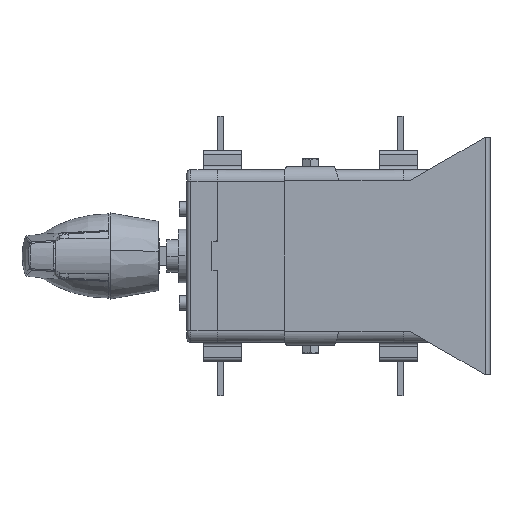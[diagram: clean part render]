
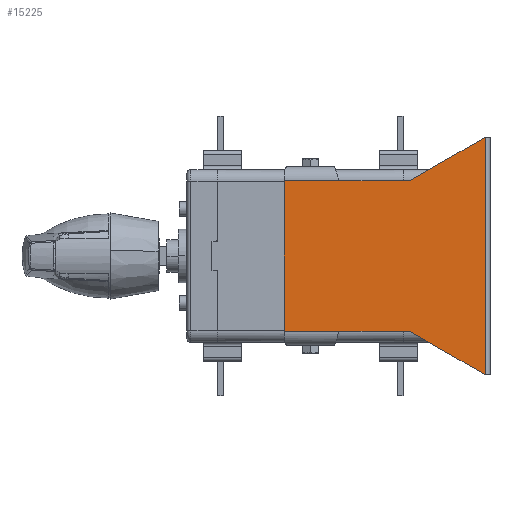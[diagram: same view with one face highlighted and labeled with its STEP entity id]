
A CAD part, left-side view. The second image highlights one B-rep face of the part: STEP entity #15225.
In plain terms, the highlighted face is planar.
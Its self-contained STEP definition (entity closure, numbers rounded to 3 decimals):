
#433 = VERTEX_POINT ( 'NONE', #25006 ) ;
#625 = EDGE_CURVE ( 'NONE', #39080, #56023, #54942, .T. ) ;
#1248 = AXIS2_PLACEMENT_3D ( 'NONE', #14967, #45257, #19351 ) ;
#1893 = ORIENTED_EDGE ( 'NONE', *, *, #625, .F. ) ;
#2048 = EDGE_CURVE ( 'NONE', #41274, #56023, #44681, .T. ) ;
#5670 = VECTOR ( 'NONE', #51594, 1000. ) ;
#6390 = VECTOR ( 'NONE', #30471, 1000. ) ;
#6463 = LINE ( 'NONE', #28744, #39749 ) ;
#7987 = EDGE_CURVE ( 'NONE', #15068, #39080, #6463, .T. ) ;
#8577 = VECTOR ( 'NONE', #38309, 1000. ) ;
#11601 = CARTESIAN_POINT ( 'NONE',  ( 39.2, 0., 0. ) ) ;
#12248 = CARTESIAN_POINT ( 'NONE',  ( 39.2, 39.491, 0. ) ) ;
#14967 = CARTESIAN_POINT ( 'NONE',  ( 0., 0., 0. ) ) ;
#15068 = VERTEX_POINT ( 'NONE', #39842 ) ;
#15225 = ADVANCED_FACE ( 'NONE', ( #44802 ), #40954, .T. ) ;
#15990 = DIRECTION ( 'NONE',  ( 0., -1., 0. ) ) ;
#16127 = LINE ( 'NONE', #11601, #37844 ) ;
#16178 = VECTOR ( 'NONE', #55158, 1000. ) ;
#17263 = LINE ( 'NONE', #38602, #5670 ) ;
#17364 = ORIENTED_EDGE ( 'NONE', *, *, #7987, .F. ) ;
#19351 = DIRECTION ( 'NONE',  ( 1., 0., 0. ) ) ;
#19474 = CARTESIAN_POINT ( 'NONE',  ( 39.2, 104.85, 0. ) ) ;
#21601 = ORIENTED_EDGE ( 'NONE', *, *, #41469, .T. ) ;
#21686 = VECTOR ( 'NONE', #27117, 1000. ) ;
#23605 = CARTESIAN_POINT ( 'NONE',  ( -62., 0., 0. ) ) ;
#25006 = CARTESIAN_POINT ( 'NONE',  ( 62., 0., 0. ) ) ;
#26384 = ORIENTED_EDGE ( 'NONE', *, *, #39915, .F. ) ;
#27117 = DIRECTION ( 'NONE',  ( -1., 0., 0. ) ) ;
#27359 = DIRECTION ( 'NONE',  ( 0., 1., 0. ) ) ;
#27492 = CARTESIAN_POINT ( 'NONE',  ( -62., 104.85, 0. ) ) ;
#27632 = ORIENTED_EDGE ( 'NONE', *, *, #41951, .F. ) ;
#27739 = LINE ( 'NONE', #29367, #16178 ) ;
#28744 = CARTESIAN_POINT ( 'NONE',  ( -39.2, 0., 0. ) ) ;
#29350 = VECTOR ( 'NONE', #36203, 1000. ) ;
#29367 = CARTESIAN_POINT ( 'NONE',  ( -62., 0., 0. ) ) ;
#30154 = CARTESIAN_POINT ( 'NONE',  ( -39.2, 104.85, 0. ) ) ;
#30471 = DIRECTION ( 'NONE',  ( 0., -1., 0. ) ) ;
#33953 = CARTESIAN_POINT ( 'NONE',  ( 46.5, 26.847, 0. ) ) ;
#34232 = VERTEX_POINT ( 'NONE', #12248 ) ;
#34355 = ORIENTED_EDGE ( 'NONE', *, *, #37266, .F. ) ;
#34863 = CARTESIAN_POINT ( 'NONE',  ( -39.2, 76.44, 0. ) ) ;
#35276 = CARTESIAN_POINT ( 'NONE',  ( 39.2, 76.44, 0. ) ) ;
#35937 = CARTESIAN_POINT ( 'NONE',  ( -39.2, 0., 0. ) ) ;
#36203 = DIRECTION ( 'NONE',  ( 0., 1., 0. ) ) ;
#36228 = VERTEX_POINT ( 'NONE', #35276 ) ;
#37266 = EDGE_CURVE ( 'NONE', #34232, #433, #43180, .T. ) ;
#37844 = VECTOR ( 'NONE', #15990, 1000. ) ;
#38309 = DIRECTION ( 'NONE',  ( 0.5, -0.866, 0. ) ) ;
#38602 = CARTESIAN_POINT ( 'NONE',  ( -46.5, 26.847, 0. ) ) ;
#38733 = ORIENTED_EDGE ( 'NONE', *, *, #2048, .T. ) ;
#39080 = VERTEX_POINT ( 'NONE', #34863 ) ;
#39662 = EDGE_CURVE ( 'NONE', #36228, #34232, #41011, .T. ) ;
#39749 = VECTOR ( 'NONE', #27359, 1000. ) ;
#39842 = CARTESIAN_POINT ( 'NONE',  ( -39.2, 39.491, 0. ) ) ;
#39915 = EDGE_CURVE ( 'NONE', #51218, #15068, #17263, .T. ) ;
#40954 = PLANE ( 'NONE',  #1248 ) ;
#41011 = LINE ( 'NONE', #43264, #6390 ) ;
#41274 = VERTEX_POINT ( 'NONE', #19474 ) ;
#41469 = EDGE_CURVE ( 'NONE', #51218, #433, #27739, .T. ) ;
#41951 = EDGE_CURVE ( 'NONE', #41274, #36228, #16127, .T. ) ;
#43180 = LINE ( 'NONE', #33953, #8577 ) ;
#43264 = CARTESIAN_POINT ( 'NONE',  ( 39.2, 0., 0. ) ) ;
#44681 = LINE ( 'NONE', #27492, #21686 ) ;
#44802 = FACE_OUTER_BOUND ( 'NONE', #47678, .T. ) ;
#45257 = DIRECTION ( 'NONE',  ( 0., 0., 1. ) ) ;
#47678 = EDGE_LOOP ( 'NONE', ( #1893, #17364, #26384, #21601, #34355, #53131, #27632, #38733 ) ) ;
#51218 = VERTEX_POINT ( 'NONE', #23605 ) ;
#51594 = DIRECTION ( 'NONE',  ( 0.5, 0.866, 0. ) ) ;
#53131 = ORIENTED_EDGE ( 'NONE', *, *, #39662, .F. ) ;
#54942 = LINE ( 'NONE', #35937, #29350 ) ;
#55158 = DIRECTION ( 'NONE',  ( 1., 0., 0. ) ) ;
#56023 = VERTEX_POINT ( 'NONE', #30154 ) ;
